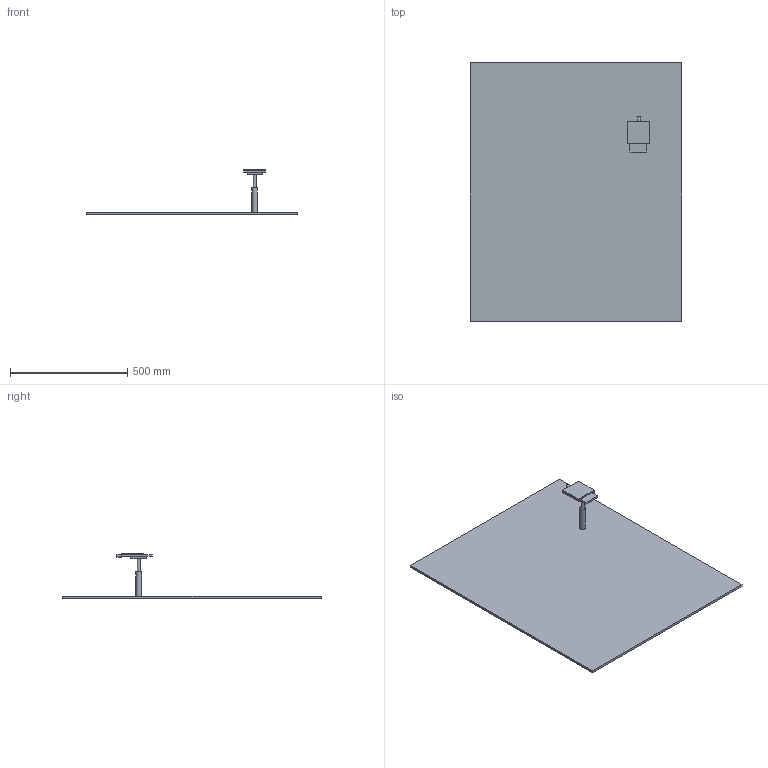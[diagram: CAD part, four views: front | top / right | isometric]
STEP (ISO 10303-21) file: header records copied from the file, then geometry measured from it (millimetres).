
FILE_DESCRIPTION(('FreeCAD Model'),'2;1');
FILE_NAME('Open CASCADE Shape Model','2022-04-06T16:03:58',('Author'),( ''),'Open CASCADE STEP processor 7.5','FreeCAD','Unknown');
FILE_SCHEMA(('AUTOMOTIVE_DESIGN { 1 0 10303 214 1 1 1 1 }'));
Length unit declared in the file: millimetre
Products named in the file (9): table_v2; table_lifted001; Цилиндр; Куб; Цилиндр001; Куб001; Куб002; Куб003; Цилиндр002
Assembly tree (8 placements, depth 2):
  table_v2
    table_lifted001
    Цилиндр
    Куб
    Цилиндр001
    Куб001
    Куб002
    Куб003
    Цилиндр002
Bounding box: 900 x 1100 x 193 mm (x, y, z)
Volume: 10144850.8 mm3; surface area: 2095524.8 mm2
Topology: 8 solids, 8 shells, 39 faces, 72 edges, 52 vertices
Faces by surface type: plane 36, cylinder 3
Full cylindrical faces by diameter (mm): 12 x1, 14 x1, 24 x1
Entity records: 2099 total; most frequent: DIRECTION 312, CARTESIAN_POINT 310, LINE 198, VECTOR 198, ORIENTED_EDGE 138, PCURVE 138, DEFINITIONAL_REPRESENTATION 138, EDGE_CURVE 69
